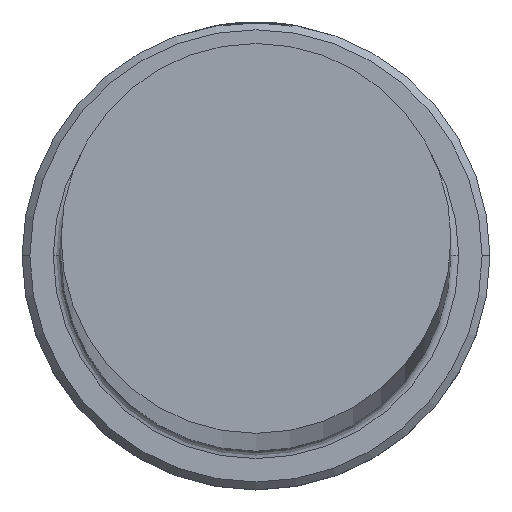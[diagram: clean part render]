
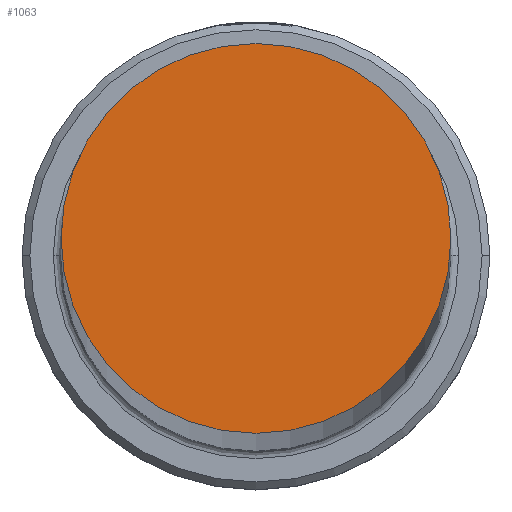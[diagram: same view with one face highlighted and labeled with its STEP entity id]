
A CAD part, top view. The second image highlights one B-rep face of the part: STEP entity #1063.
In plain terms, the highlighted planar face has unit normal (0, 0, 1).
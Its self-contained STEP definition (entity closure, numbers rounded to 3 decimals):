
#45 = ORIENTED_EDGE ( 'NONE', *, *, #975, .T. ) ;
#85 = DIRECTION ( 'NONE',  ( 0., 0., 1. ) ) ;
#227 = CIRCLE ( 'NONE', #960, 12.5 ) ;
#383 = CIRCLE ( 'NONE', #1150, 12.5 ) ;
#462 = EDGE_LOOP ( 'NONE', ( #45, #790 ) ) ;
#477 = CARTESIAN_POINT ( 'NONE',  ( 0., 0., 650. ) ) ;
#501 = CARTESIAN_POINT ( 'NONE',  ( 0., 0., 650. ) ) ;
#580 = DIRECTION ( 'NONE',  ( 0., 0., 1. ) ) ;
#597 = DIRECTION ( 'NONE',  ( 1., 0., 0. ) ) ;
#603 = EDGE_CURVE ( 'NONE', #795, #828, #227, .T. ) ;
#655 = CARTESIAN_POINT ( 'NONE',  ( 0., 0., 650. ) ) ;
#726 = AXIS2_PLACEMENT_3D ( 'NONE', #477, #580, #1188 ) ;
#747 = DIRECTION ( 'NONE',  ( 1., 0., 0. ) ) ;
#790 = ORIENTED_EDGE ( 'NONE', *, *, #603, .T. ) ;
#795 = VERTEX_POINT ( 'NONE', #988 ) ;
#828 = VERTEX_POINT ( 'NONE', #832 ) ;
#832 = CARTESIAN_POINT ( 'NONE',  ( -12.5, 0., 650. ) ) ;
#848 = PLANE ( 'NONE',  #726 ) ;
#960 = AXIS2_PLACEMENT_3D ( 'NONE', #501, #1118, #597 ) ;
#975 = EDGE_CURVE ( 'NONE', #828, #795, #383, .T. ) ;
#988 = CARTESIAN_POINT ( 'NONE',  ( 12.5, 0., 650. ) ) ;
#1063 = ADVANCED_FACE ( 'NONE', ( #1136 ), #848, .T. ) ;
#1118 = DIRECTION ( 'NONE',  ( 0., 0., 1. ) ) ;
#1136 = FACE_OUTER_BOUND ( 'NONE', #462, .T. ) ;
#1150 = AXIS2_PLACEMENT_3D ( 'NONE', #655, #85, #747 ) ;
#1188 = DIRECTION ( 'NONE',  ( 1., 0., 0. ) ) ;
